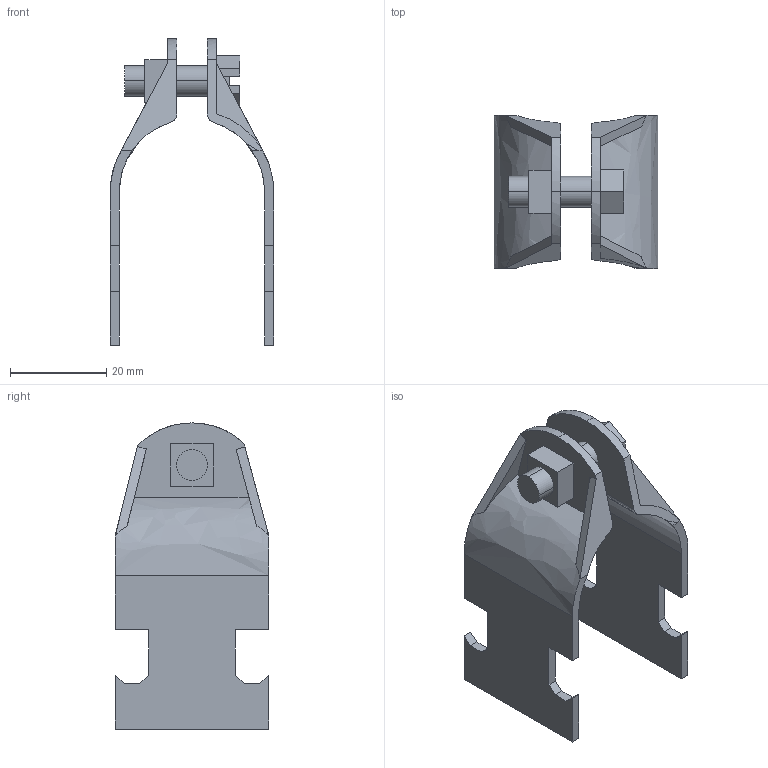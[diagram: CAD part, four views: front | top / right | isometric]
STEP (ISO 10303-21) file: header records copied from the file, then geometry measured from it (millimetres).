
FILE_DESCRIPTION(('TurboCAD Mac Pro'),'Build 980');
FILE_NAME('P1213.stp',' ',(''),(''),'ACIS Interop','IMSI','TurboCAD Mac Pro BY IMSI, INCORPORATED');
FILE_SCHEMA(('automotive_design'));
Length unit declared in the file: inch
Products named in the file (5): 1; 2; 3; 4; 5
Bounding box: 33.91 x 31.75 x 63.5 mm (x, y, z)
Volume: 8507 mm3; surface area: 9622.2 mm2
Topology: 4 solids, 4 shells, 101 faces, 271 edges, 179 vertices
Faces by surface type: plane 79, bspline 22
Entity records: 4389 total; most frequent: CARTESIAN_POINT 1013, ORIENTED_EDGE 542, DIRECTION 380, EDGE_CURVE 271, LINE 212, VECTOR 212, VERTEX_POINT 179, STYLED_ITEM 117
